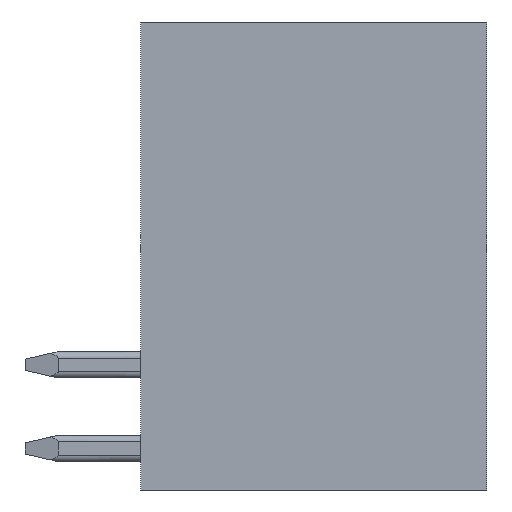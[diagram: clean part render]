
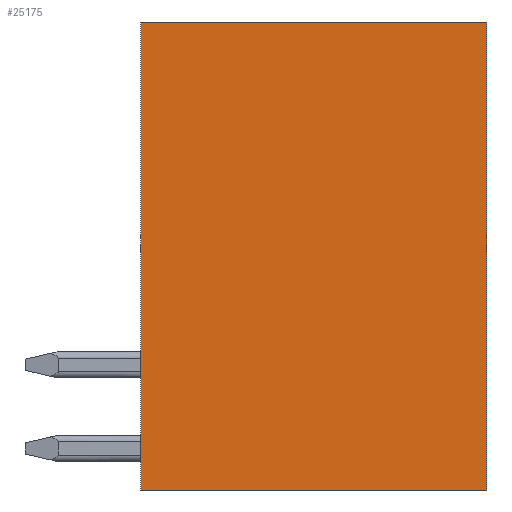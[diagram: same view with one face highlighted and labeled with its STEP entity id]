
A CAD part, front view. The second image highlights one B-rep face of the part: STEP entity #25175.
In plain terms, the highlighted planar face has unit normal (0, -1, 0).
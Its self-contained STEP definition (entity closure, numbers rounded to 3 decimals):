
#5860=DIRECTION('',(-1.,0.,0.));
#5861=VECTOR('',#5860,10.5);
#5862=CARTESIAN_POINT('',(5.25,-37.81,7.1));
#5863=LINE('',#5862,#5861);
#5864=DIRECTION('',(0.,0.,1.));
#5865=VECTOR('',#5864,14.2);
#5866=CARTESIAN_POINT('',(5.25,-37.81,-7.1));
#5867=LINE('',#5866,#5865);
#5868=DIRECTION('',(1.,0.,0.));
#5869=VECTOR('',#5868,10.5);
#5870=CARTESIAN_POINT('',(-5.25,-37.81,-7.1));
#5871=LINE('',#5870,#5869);
#5872=DIRECTION('',(0.,0.,-1.));
#5873=VECTOR('',#5872,14.2);
#5874=CARTESIAN_POINT('',(-5.25,-37.81,7.1));
#5875=LINE('',#5874,#5873);
#14379=CARTESIAN_POINT('',(5.25,-37.81,7.1));
#14380=CARTESIAN_POINT('',(-5.25,-37.81,7.1));
#14381=VERTEX_POINT('',#14379);
#14382=VERTEX_POINT('',#14380);
#14383=CARTESIAN_POINT('',(-5.25,-37.81,-7.1));
#14384=VERTEX_POINT('',#14383);
#14385=CARTESIAN_POINT('',(5.25,-37.81,-7.1));
#14386=VERTEX_POINT('',#14385);
#25164=CARTESIAN_POINT('',(0.,-37.81,0.));
#25165=DIRECTION('',(0.,-1.,0.));
#25166=DIRECTION('',(0.,0.,-1.));
#25167=AXIS2_PLACEMENT_3D('',#25164,#25165,#25166);
#25168=PLANE('',#25167);
#25169=ORIENTED_EDGE('',*,*,#24828,.F.);
#25170=ORIENTED_EDGE('',*,*,#24917,.F.);
#25171=ORIENTED_EDGE('',*,*,#25156,.F.);
#25172=ORIENTED_EDGE('',*,*,#17986,.F.);
#25173=EDGE_LOOP('',(#25169,#25170,#25171,#25172));
#25174=FACE_OUTER_BOUND('',#25173,.F.);
#25175=ADVANCED_FACE('',(#25174),#25168,.T.);
#17986=EDGE_CURVE('',#14382,#14384,#5875,.T.);
#24828=EDGE_CURVE('',#14381,#14382,#5863,.T.);
#24917=EDGE_CURVE('',#14386,#14381,#5867,.T.);
#25156=EDGE_CURVE('',#14384,#14386,#5871,.T.);
